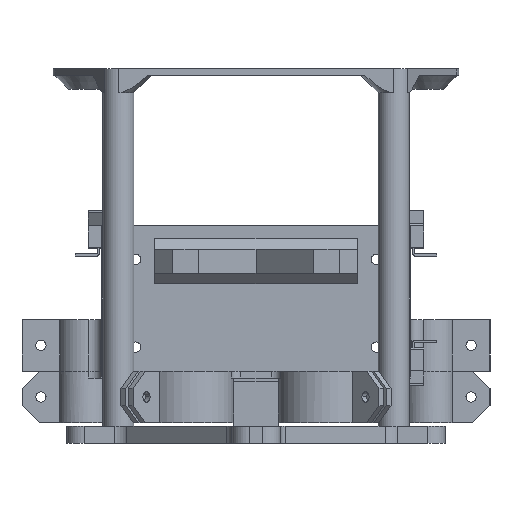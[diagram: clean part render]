
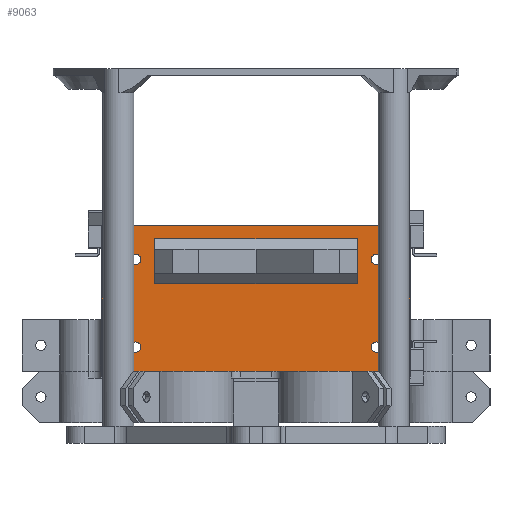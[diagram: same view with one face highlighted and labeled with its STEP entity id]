
A CAD part, left-side view. The second image highlights one B-rep face of the part: STEP entity #9063.
In plain terms, the highlighted face is planar.
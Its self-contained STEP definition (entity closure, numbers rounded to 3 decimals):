
#62 = DIRECTION ( 'NONE',  ( 0., 0., 1. ) ) ;
#216 = CARTESIAN_POINT ( 'NONE',  ( 25.5, 0., -15.5 ) ) ;
#286 = DIRECTION ( 'NONE',  ( 0., 0., 1. ) ) ;
#736 = CARTESIAN_POINT ( 'NONE',  ( 0., 0., 0. ) ) ;
#1015 = AXIS2_PLACEMENT_3D ( 'NONE', #21809, #10932, #286 ) ;
#1236 = CARTESIAN_POINT ( 'NONE',  ( 32.5, 0., -8.5 ) ) ;
#1346 = ORIENTED_EDGE ( 'NONE', *, *, #3500, .T. ) ;
#1561 = CIRCLE ( 'NONE', #18375, 1.5 ) ;
#1733 = ORIENTED_EDGE ( 'NONE', *, *, #15604, .T. ) ;
#1844 = VERTEX_POINT ( 'NONE', #16689 ) ;
#2257 = VECTOR ( 'NONE', #13459, 1000. ) ;
#2266 = DIRECTION ( 'NONE',  ( 0., 1., 0. ) ) ;
#2393 = CARTESIAN_POINT ( 'NONE',  ( 0., 0., 0. ) ) ;
#2470 = FACE_BOUND ( 'NONE', #21216, .T. ) ;
#2571 = ORIENTED_EDGE ( 'NONE', *, *, #21571, .T. ) ;
#2733 = CARTESIAN_POINT ( 'NONE',  ( 7., 0., -78.5 ) ) ;
#2782 = DIRECTION ( 'NONE',  ( 1., 0., 0. ) ) ;
#2815 = VERTEX_POINT ( 'NONE', #20149 ) ;
#2924 = AXIS2_PLACEMENT_3D ( 'NONE', #6242, #2266, #14785 ) ;
#3336 = CARTESIAN_POINT ( 'NONE',  ( 32.5, 0., -81.5 ) ) ;
#3363 = DIRECTION ( 'NONE',  ( 0., 1., 0. ) ) ;
#3500 = EDGE_CURVE ( 'NONE', #6546, #6482, #21255, .T. ) ;
#4039 = EDGE_CURVE ( 'NONE', #7425, #20314, #18221, .T. ) ;
#4208 = CIRCLE ( 'NONE', #6469, 1.5 ) ;
#4335 = LINE ( 'NONE', #17093, #14525 ) ;
#4950 = ORIENTED_EDGE ( 'NONE', *, *, #20421, .T. ) ;
#4964 = EDGE_CURVE ( 'NONE', #12411, #21276, #12978, .T. ) ;
#5095 = CARTESIAN_POINT ( 'NONE',  ( 7., 0., -10. ) ) ;
#5134 = VECTOR ( 'NONE', #2782, 1000. ) ;
#5219 = DIRECTION ( 'NONE',  ( 0., 0., 1. ) ) ;
#5671 = CARTESIAN_POINT ( 'NONE',  ( 7., 0., -10. ) ) ;
#5906 = AXIS2_PLACEMENT_3D ( 'NONE', #13461, #15654, #22802 ) ;
#5912 = DIRECTION ( 'NONE',  ( 0., 0., 1. ) ) ;
#6179 = ORIENTED_EDGE ( 'NONE', *, *, #19783, .T. ) ;
#6242 = CARTESIAN_POINT ( 'NONE',  ( 7., 0., -80. ) ) ;
#6469 = AXIS2_PLACEMENT_3D ( 'NONE', #5095, #3363, #5219 ) ;
#6482 = VERTEX_POINT ( 'NONE', #216 ) ;
#6546 = VERTEX_POINT ( 'NONE', #17175 ) ;
#6576 = CARTESIAN_POINT ( 'NONE',  ( 7., 0., -80. ) ) ;
#6744 = EDGE_CURVE ( 'NONE', #22635, #21413, #18771, .T. ) ;
#6761 = EDGE_CURVE ( 'NONE', #11136, #21461, #4208, .T. ) ;
#6887 = DIRECTION ( 'NONE',  ( 1., 0., 0. ) ) ;
#6911 = DIRECTION ( 'NONE',  ( 0., 1., 0. ) ) ;
#7425 = VERTEX_POINT ( 'NONE', #2733 ) ;
#7620 = CARTESIAN_POINT ( 'NONE',  ( 38.5, 0., -74.5 ) ) ;
#7653 = LINE ( 'NONE', #2393, #11949 ) ;
#7873 = DIRECTION ( 'NONE',  ( 0., -1., 0. ) ) ;
#8298 = CARTESIAN_POINT ( 'NONE',  ( 28.5, 0., -74.5 ) ) ;
#8384 = ORIENTED_EDGE ( 'NONE', *, *, #11841, .T. ) ;
#8687 = DIRECTION ( 'NONE',  ( 0., 0., 1. ) ) ;
#8689 = AXIS2_PLACEMENT_3D ( 'NONE', #22907, #12141, #15868 ) ;
#8876 = DIRECTION ( 'NONE',  ( 0., 0., 1. ) ) ;
#8887 = LINE ( 'NONE', #19759, #13389 ) ;
#8965 = DIRECTION ( 'NONE',  ( 0., 1., 0. ) ) ;
#9015 = EDGE_CURVE ( 'NONE', #12958, #2815, #4335, .T. ) ;
#9063 = ADVANCED_FACE ( 'NONE', ( #14900, #9632, #20382, #16868, #22041, #2470 ), #16752, .T. ) ;
#9392 = LINE ( 'NONE', #7620, #21888 ) ;
#9632 = FACE_BOUND ( 'NONE', #13350, .T. ) ;
#10528 = CARTESIAN_POINT ( 'NONE',  ( 7., 0., -81.5 ) ) ;
#10634 = CARTESIAN_POINT ( 'NONE',  ( 32.5, 0., -80. ) ) ;
#10693 = AXIS2_PLACEMENT_3D ( 'NONE', #10634, #17742, #8876 ) ;
#10932 = DIRECTION ( 'NONE',  ( 0., 1., 0. ) ) ;
#11028 = ORIENTED_EDGE ( 'NONE', *, *, #19900, .F. ) ;
#11136 = VERTEX_POINT ( 'NONE', #12459 ) ;
#11371 = LINE ( 'NONE', #14894, #19269 ) ;
#11375 = DIRECTION ( 'NONE',  ( 0., 0., -1. ) ) ;
#11582 = LINE ( 'NONE', #18701, #2257 ) ;
#11620 = DIRECTION ( 'NONE',  ( 0., 0., -1. ) ) ;
#11841 = EDGE_CURVE ( 'NONE', #6482, #12736, #11582, .T. ) ;
#11949 = VECTOR ( 'NONE', #5912, 1000. ) ;
#12000 = ORIENTED_EDGE ( 'NONE', *, *, #6744, .T. ) ;
#12141 = DIRECTION ( 'NONE',  ( 0., 1., 0. ) ) ;
#12307 = CIRCLE ( 'NONE', #14164, 1.5 ) ;
#12411 = VERTEX_POINT ( 'NONE', #21698 ) ;
#12459 = CARTESIAN_POINT ( 'NONE',  ( 7., 0., -11.5 ) ) ;
#12660 = AXIS2_PLACEMENT_3D ( 'NONE', #736, #7873, #11620 ) ;
#12736 = VERTEX_POINT ( 'NONE', #22745 ) ;
#12958 = VERTEX_POINT ( 'NONE', #20506 ) ;
#12978 = CIRCLE ( 'NONE', #1015, 1.5 ) ;
#13350 = EDGE_LOOP ( 'NONE', ( #4950, #12000 ) ) ;
#13389 = VECTOR ( 'NONE', #6887, 1000. ) ;
#13459 = DIRECTION ( 'NONE',  ( 1., 0., 0. ) ) ;
#13461 = CARTESIAN_POINT ( 'NONE',  ( 32.5, 0., -10. ) ) ;
#13546 = VECTOR ( 'NONE', #13785, 1000. ) ;
#13746 = EDGE_LOOP ( 'NONE', ( #17652, #6179 ) ) ;
#13785 = DIRECTION ( 'NONE',  ( 0., 0., 1. ) ) ;
#14164 = AXIS2_PLACEMENT_3D ( 'NONE', #6576, #6911, #8687 ) ;
#14416 = CARTESIAN_POINT ( 'NONE',  ( 0., 0., 0. ) ) ;
#14525 = VECTOR ( 'NONE', #11375, 1000. ) ;
#14668 = EDGE_CURVE ( 'NONE', #20314, #7425, #12307, .T. ) ;
#14785 = DIRECTION ( 'NONE',  ( 0., 0., 1. ) ) ;
#14894 = CARTESIAN_POINT ( 'NONE',  ( 0., 0., -90. ) ) ;
#14900 = FACE_BOUND ( 'NONE', #20754, .T. ) ;
#15224 = EDGE_CURVE ( 'NONE', #17373, #12958, #8887, .T. ) ;
#15466 = EDGE_LOOP ( 'NONE', ( #11028, #21866, #20490, #19161 ) ) ;
#15471 = EDGE_CURVE ( 'NONE', #6546, #1844, #21029, .T. ) ;
#15604 = EDGE_CURVE ( 'NONE', #21276, #12411, #20498, .T. ) ;
#15654 = DIRECTION ( 'NONE',  ( 0., 1., 0. ) ) ;
#15741 = CARTESIAN_POINT ( 'NONE',  ( 32.5, 0., -78.5 ) ) ;
#15860 = EDGE_LOOP ( 'NONE', ( #17797, #21523 ) ) ;
#15868 = DIRECTION ( 'NONE',  ( 0., 0., 1. ) ) ;
#16666 = CIRCLE ( 'NONE', #10693, 1.5 ) ;
#16689 = CARTESIAN_POINT ( 'NONE',  ( 38.5, 0., -74.5 ) ) ;
#16746 = DIRECTION ( 'NONE',  ( -1., 0., 0. ) ) ;
#16752 = PLANE ( 'NONE',  #12660 ) ;
#16868 = FACE_OUTER_BOUND ( 'NONE', #15466, .T. ) ;
#16877 = ORIENTED_EDGE ( 'NONE', *, *, #4964, .T. ) ;
#17093 = CARTESIAN_POINT ( 'NONE',  ( 42.5, 0., 0. ) ) ;
#17175 = CARTESIAN_POINT ( 'NONE',  ( 25.5, 0., -74.5 ) ) ;
#17373 = VERTEX_POINT ( 'NONE', #14416 ) ;
#17616 = CARTESIAN_POINT ( 'NONE',  ( 25.5, 0., 0. ) ) ;
#17652 = ORIENTED_EDGE ( 'NONE', *, *, #6761, .T. ) ;
#17742 = DIRECTION ( 'NONE',  ( 0., 1., 0. ) ) ;
#17797 = ORIENTED_EDGE ( 'NONE', *, *, #14668, .T. ) ;
#18221 = CIRCLE ( 'NONE', #2924, 1.5 ) ;
#18375 = AXIS2_PLACEMENT_3D ( 'NONE', #5671, #8965, #62 ) ;
#18701 = CARTESIAN_POINT ( 'NONE',  ( 28.5, 0., -15.5 ) ) ;
#18771 = CIRCLE ( 'NONE', #8689, 1.5 ) ;
#19161 = ORIENTED_EDGE ( 'NONE', *, *, #15224, .F. ) ;
#19269 = VECTOR ( 'NONE', #16746, 1000. ) ;
#19624 = ORIENTED_EDGE ( 'NONE', *, *, #15471, .F. ) ;
#19733 = CARTESIAN_POINT ( 'NONE',  ( 0., 0., -90. ) ) ;
#19759 = CARTESIAN_POINT ( 'NONE',  ( 0., 0., 0. ) ) ;
#19783 = EDGE_CURVE ( 'NONE', #21461, #11136, #1561, .T. ) ;
#19900 = EDGE_CURVE ( 'NONE', #22355, #17373, #7653, .T. ) ;
#20015 = DIRECTION ( 'NONE',  ( 0., 0., -1. ) ) ;
#20149 = CARTESIAN_POINT ( 'NONE',  ( 42.5, 0., -90. ) ) ;
#20314 = VERTEX_POINT ( 'NONE', #10528 ) ;
#20382 = FACE_BOUND ( 'NONE', #13746, .T. ) ;
#20421 = EDGE_CURVE ( 'NONE', #21413, #22635, #16666, .T. ) ;
#20490 = ORIENTED_EDGE ( 'NONE', *, *, #9015, .F. ) ;
#20498 = CIRCLE ( 'NONE', #5906, 1.5 ) ;
#20506 = CARTESIAN_POINT ( 'NONE',  ( 42.5, 0., 0. ) ) ;
#20754 = EDGE_LOOP ( 'NONE', ( #2571, #19624, #1346, #8384 ) ) ;
#21029 = LINE ( 'NONE', #8298, #5134 ) ;
#21102 = CARTESIAN_POINT ( 'NONE',  ( 7., 0., -8.5 ) ) ;
#21216 = EDGE_LOOP ( 'NONE', ( #16877, #1733 ) ) ;
#21255 = LINE ( 'NONE', #17616, #13546 ) ;
#21276 = VERTEX_POINT ( 'NONE', #1236 ) ;
#21413 = VERTEX_POINT ( 'NONE', #3336 ) ;
#21461 = VERTEX_POINT ( 'NONE', #21102 ) ;
#21523 = ORIENTED_EDGE ( 'NONE', *, *, #4039, .T. ) ;
#21565 = EDGE_CURVE ( 'NONE', #2815, #22355, #11371, .T. ) ;
#21571 = EDGE_CURVE ( 'NONE', #12736, #1844, #9392, .T. ) ;
#21698 = CARTESIAN_POINT ( 'NONE',  ( 32.5, 0., -11.5 ) ) ;
#21809 = CARTESIAN_POINT ( 'NONE',  ( 32.5, 0., -10. ) ) ;
#21866 = ORIENTED_EDGE ( 'NONE', *, *, #21565, .F. ) ;
#21888 = VECTOR ( 'NONE', #20015, 1000. ) ;
#22041 = FACE_BOUND ( 'NONE', #15860, .T. ) ;
#22355 = VERTEX_POINT ( 'NONE', #19733 ) ;
#22635 = VERTEX_POINT ( 'NONE', #15741 ) ;
#22745 = CARTESIAN_POINT ( 'NONE',  ( 38.5, 0., -15.5 ) ) ;
#22802 = DIRECTION ( 'NONE',  ( 0., 0., 1. ) ) ;
#22907 = CARTESIAN_POINT ( 'NONE',  ( 32.5, 0., -80. ) ) ;
